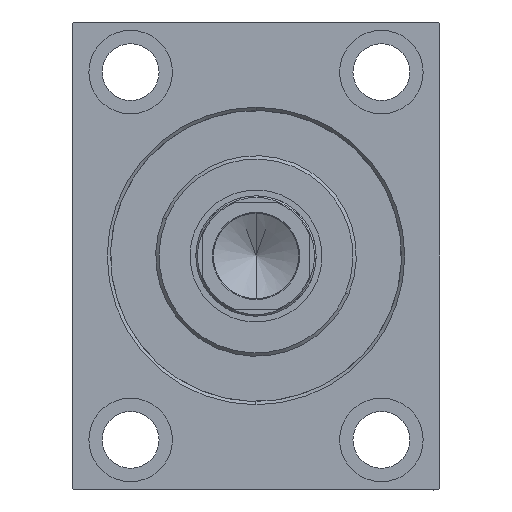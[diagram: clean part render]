
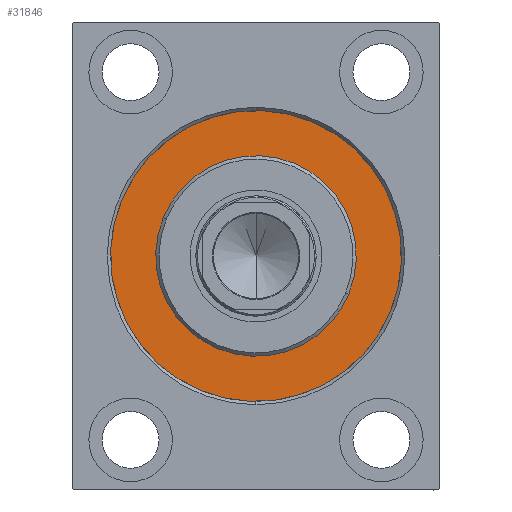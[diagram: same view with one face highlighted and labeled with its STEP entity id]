
A CAD part, left-side view. The second image highlights one B-rep face of the part: STEP entity #31846.
In plain terms, the highlighted face is planar.
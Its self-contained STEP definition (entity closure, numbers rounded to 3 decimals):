
#117 = VERTEX_POINT ( 'NONE', #25386 ) ;
#2800 = ORIENTED_EDGE ( 'NONE', *, *, #6599, .F. ) ;
#6599 = EDGE_CURVE ( 'NONE', #117, #20900, #42730, .T. ) ;
#7624 = AXIS2_PLACEMENT_3D ( 'NONE', #11391, #15609, #21867 ) ;
#7881 = DIRECTION ( 'NONE',  ( 1., 0., 0. ) ) ;
#7988 = CIRCLE ( 'NONE', #10111, 30. ) ;
#10031 = DIRECTION ( 'NONE',  ( -1., 0., 0. ) ) ;
#10111 = AXIS2_PLACEMENT_3D ( 'NONE', #18582, #7881, #25040 ) ;
#10116 = EDGE_CURVE ( 'NONE', #20900, #117, #7988, .T. ) ;
#10239 = VERTEX_POINT ( 'NONE', #12984 ) ;
#10251 = DIRECTION ( 'NONE',  ( 0., 0., 1. ) ) ;
#10629 = CARTESIAN_POINT ( 'NONE',  ( 0., 0., 30. ) ) ;
#11391 = CARTESIAN_POINT ( 'NONE',  ( 0., 0., 0. ) ) ;
#11857 = AXIS2_PLACEMENT_3D ( 'NONE', #29367, #36491, #23347 ) ;
#12721 = FACE_OUTER_BOUND ( 'NONE', #32650, .T. ) ;
#12984 = CARTESIAN_POINT ( 'NONE',  ( 0., 0., -43.5 ) ) ;
#15530 = ORIENTED_EDGE ( 'NONE', *, *, #33256, .F. ) ;
#15609 = DIRECTION ( 'NONE',  ( -1., 0., 0. ) ) ;
#18582 = CARTESIAN_POINT ( 'NONE',  ( 0., 0., 0. ) ) ;
#19130 = EDGE_LOOP ( 'NONE', ( #32523, #2800 ) ) ;
#19538 = DIRECTION ( 'NONE',  ( 1., 0., 0. ) ) ;
#20738 = CARTESIAN_POINT ( 'NONE',  ( 0., 0., 0. ) ) ;
#20900 = VERTEX_POINT ( 'NONE', #10629 ) ;
#21867 = DIRECTION ( 'NONE',  ( 0., 0., 1. ) ) ;
#22660 = CARTESIAN_POINT ( 'NONE',  ( 0., 0., 0. ) ) ;
#23347 = DIRECTION ( 'NONE',  ( 0., 0., 1. ) ) ;
#25040 = DIRECTION ( 'NONE',  ( 0., 0., -1. ) ) ;
#25341 = AXIS2_PLACEMENT_3D ( 'NONE', #20738, #10031, #10251 ) ;
#25386 = CARTESIAN_POINT ( 'NONE',  ( 0., 0., -30. ) ) ;
#26313 = PLANE ( 'NONE',  #25341 ) ;
#27393 = CARTESIAN_POINT ( 'NONE',  ( 0., 0., 43.5 ) ) ;
#29367 = CARTESIAN_POINT ( 'NONE',  ( 0., 0., 0. ) ) ;
#29649 = FACE_BOUND ( 'NONE', #19130, .T. ) ;
#29936 = AXIS2_PLACEMENT_3D ( 'NONE', #22660, #19538, #33112 ) ;
#31756 = CIRCLE ( 'NONE', #11857, 43.5 ) ;
#31846 = ADVANCED_FACE ( 'NONE', ( #29649, #12721 ), #26313, .F. ) ;
#32523 = ORIENTED_EDGE ( 'NONE', *, *, #10116, .F. ) ;
#32650 = EDGE_LOOP ( 'NONE', ( #33100, #15530 ) ) ;
#33100 = ORIENTED_EDGE ( 'NONE', *, *, #34796, .F. ) ;
#33112 = DIRECTION ( 'NONE',  ( 0., 0., -1. ) ) ;
#33256 = EDGE_CURVE ( 'NONE', #38972, #10239, #31756, .T. ) ;
#34796 = EDGE_CURVE ( 'NONE', #10239, #38972, #41739, .T. ) ;
#36491 = DIRECTION ( 'NONE',  ( -1., 0., 0. ) ) ;
#38972 = VERTEX_POINT ( 'NONE', #27393 ) ;
#41739 = CIRCLE ( 'NONE', #7624, 43.5 ) ;
#42730 = CIRCLE ( 'NONE', #29936, 30. ) ;
